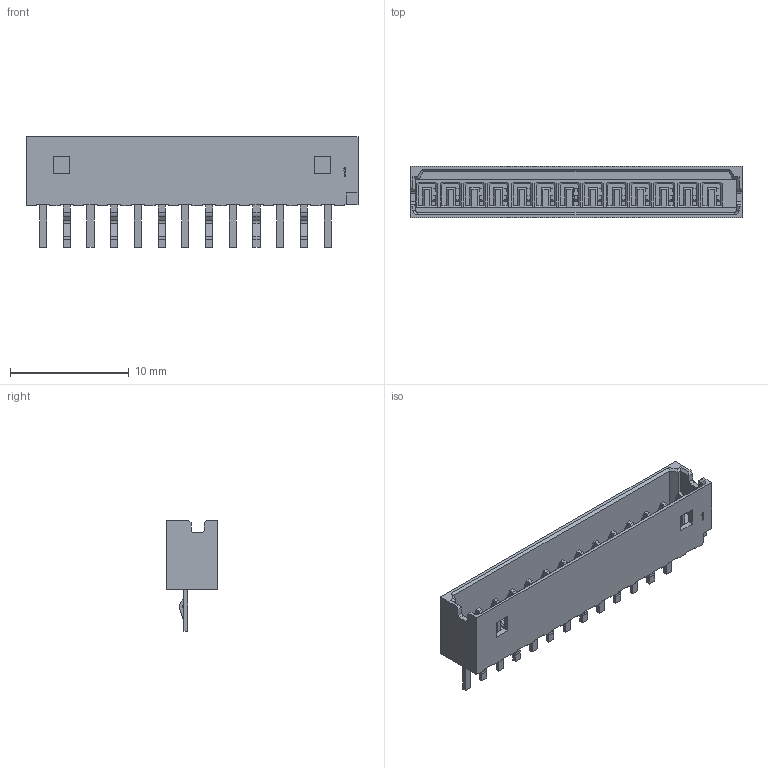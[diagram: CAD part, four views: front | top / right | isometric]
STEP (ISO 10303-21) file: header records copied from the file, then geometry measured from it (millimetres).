
FILE_DESCRIPTION((''),'2;1');
FILE_NAME('530141310','2014-02-27T',('me'),(''),'PRO/ENGINEER BY PARAMETRIC TECHNOLOGY CORPORATION, 2011490','PRO/ENGINEER BY PARAMETRIC TECHNOLOGY CORPORATION, 2011490','');
FILE_SCHEMA(('CONFIG_CONTROL_DESIGN'));
Length unit declared in the file: millimetre
Products named in the file (1): 530141310
Bounding box: 28 x 4.35 x 9.35 mm (x, y, z)
Volume: 319.9 mm3; surface area: 1103.4 mm2
Topology: 1 solids, 1 shells, 675 faces, 1768 edges, 1122 vertices
Faces by surface type: plane 631, cylinder 42, cone 2
Entity records: 20184 total; most frequent: CARTESIAN_POINT 3540, ORIENTED_EDGE 3484, DIRECTION 3232, EDGE_CURVE 1742, VECTOR 1656, LINE 1656, VERTEX_POINT 1096, AXIS2_PLACEMENT_3D 788
